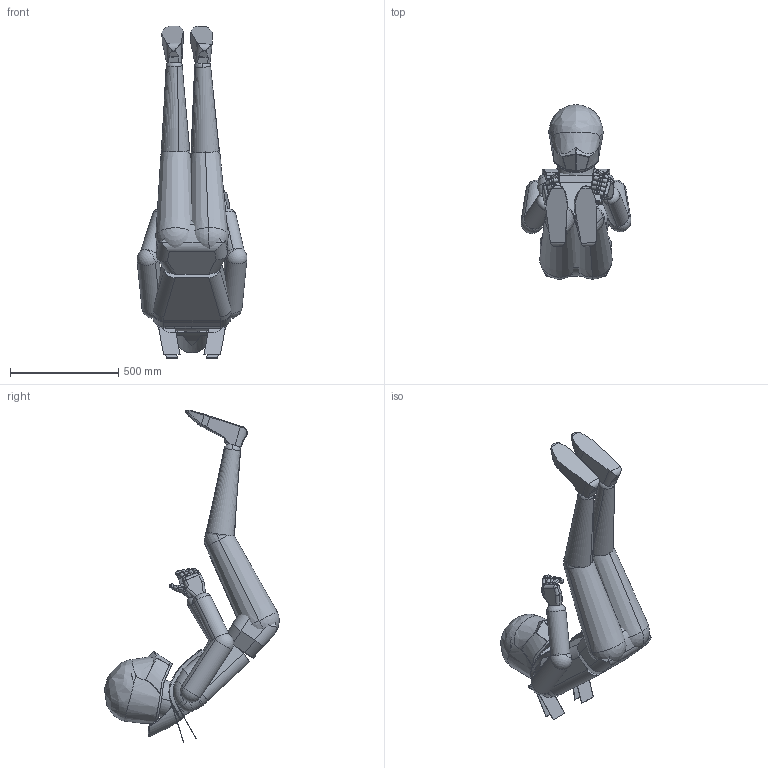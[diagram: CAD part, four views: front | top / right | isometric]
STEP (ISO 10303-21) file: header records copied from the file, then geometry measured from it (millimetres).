
FILE_DESCRIPTION (( 'STEP AP214' ), '1' );
FILE_NAME ('Driver.STEP', '2019-01-26T03:53:31', ( 'pattaya2u' ), ( 'Microsoft' ), 'SwSTEP 2.0', 'SolidWorks 2018', '' );
FILE_SCHEMA (( 'AUTOMOTIVE_DESIGN' ));
Length unit declared in the file: inch
Products named in the file (17): head_helmet; Driver; right_hand_FU!; SeatBelts; Upper Arm; Lower Arm; Torso; Lower Leg; Upper Leg; HANS_Device; Foot; left_hand_FU!; right_palm; left_palm; finger; ass 2; neck
Assembly tree (40 placements, depth 3):
  Driver
    Torso
    Upper Leg  x2
    Lower Leg  x2
    Foot  x2
    Upper Arm  x2
    Lower Arm  x2
    ass 2
    neck
    head_helmet
    right_hand_FU!
      right_palm
      finger  x10
    left_hand_FU!
      left_palm
      finger  x10
    HANS_Device
    SeatBelts
Bounding box: 507.56 x 805.74 x 1532.98 mm (x, y, z)
Volume: 92076716.1 mm3; surface area: 3023488.8 mm2
Topology: 42 solids, 42 shells, 576 faces, 1318 edges, 789 vertices
Faces by surface type: cylinder 166, plane 158, bspline 117, torus 98, sphere 33, cone 4
Entity records: 24210 total; most frequent: CARTESIAN_POINT 16048, ORIENTED_EDGE 1710, DIRECTION 1297, EDGE_CURVE 855, VERTEX_POINT 530, AXIS2_PLACEMENT_3D 498, EDGE_LOOP 359, FACE_OUTER_BOUND 359
